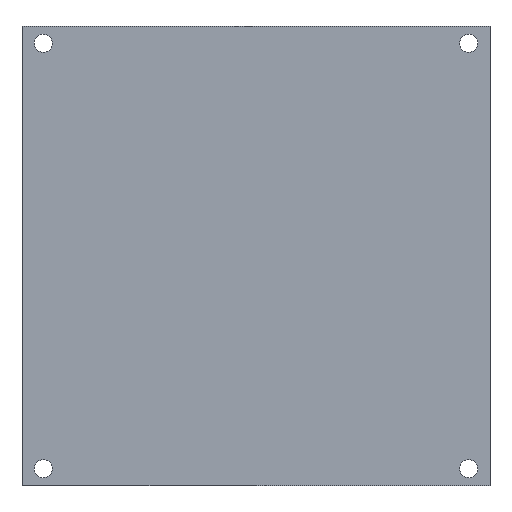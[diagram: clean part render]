
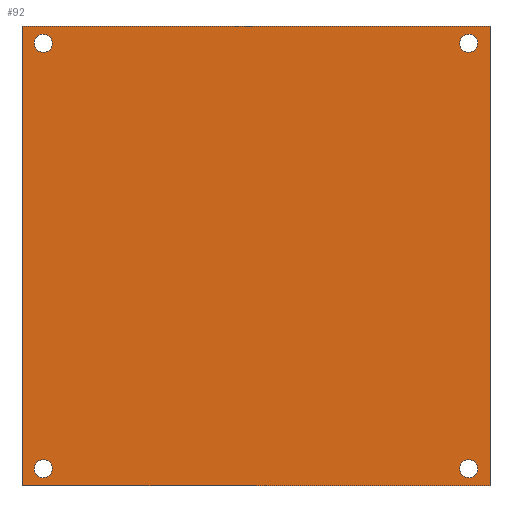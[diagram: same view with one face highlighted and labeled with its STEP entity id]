
A CAD part, top view. The second image highlights one B-rep face of the part: STEP entity #92.
In plain terms, the highlighted planar face has unit normal (0, 0, 1).
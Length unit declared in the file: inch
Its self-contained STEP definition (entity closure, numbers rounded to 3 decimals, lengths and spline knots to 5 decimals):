
#7 = CARTESIAN_POINT ( 'NONE',  ( -3.4375, 3.375, 0.1 ) ) ;
#9 = AXIS2_PLACEMENT_3D ( 'NONE', #462, #215, #143 ) ;
#18 = VERTEX_POINT ( 'NONE', #480 ) ;
#21 = EDGE_CURVE ( 'NONE', #360, #18, #78, .T. ) ;
#25 = EDGE_LOOP ( 'NONE', ( #239 ) ) ;
#26 = FACE_BOUND ( 'NONE', #213, .T. ) ;
#30 = CIRCLE ( 'NONE', #408, 0.1325 ) ;
#34 = EDGE_CURVE ( 'NONE', #448, #448, #30, .T. ) ;
#45 = CARTESIAN_POINT ( 'NONE',  ( 3.4375, -3.375, 0.1 ) ) ;
#58 = CARTESIAN_POINT ( 'NONE',  ( -3.4375, 3.375, 0.1 ) ) ;
#60 = DIRECTION ( 'NONE',  ( 0., -1., 0. ) ) ;
#73 = ORIENTED_EDGE ( 'NONE', *, *, #375, .T. ) ;
#78 = LINE ( 'NONE', #45, #151 ) ;
#79 = DIRECTION ( 'NONE',  ( -1., 0., 0. ) ) ;
#86 = EDGE_LOOP ( 'NONE', ( #73, #260, #517, #373 ) ) ;
#90 = EDGE_LOOP ( 'NONE', ( #385 ) ) ;
#92 = ADVANCED_FACE ( 'NONE', ( #153, #525, #274, #227, #26 ), #288, .F. ) ;
#94 = AXIS2_PLACEMENT_3D ( 'NONE', #262, #454, #265 ) ;
#104 = CARTESIAN_POINT ( 'NONE',  ( 3.1255, -3.125, 0.1 ) ) ;
#116 = CARTESIAN_POINT ( 'NONE',  ( 2.993, 3.125, 0.1 ) ) ;
#117 = CARTESIAN_POINT ( 'NONE',  ( -3.258, -3.125, 0.1 ) ) ;
#127 = VERTEX_POINT ( 'NONE', #350 ) ;
#130 = CARTESIAN_POINT ( 'NONE',  ( -3.4375, 3.375, 0.1 ) ) ;
#135 = LINE ( 'NONE', #130, #253 ) ;
#138 = CARTESIAN_POINT ( 'NONE',  ( -3.4375, -3.375, 0.1 ) ) ;
#142 = ORIENTED_EDGE ( 'NONE', *, *, #221, .T. ) ;
#143 = DIRECTION ( 'NONE',  ( -1., 0., 0. ) ) ;
#148 = EDGE_CURVE ( 'NONE', #188, #302, #135, .T. ) ;
#151 = VECTOR ( 'NONE', #158, 39.37008 ) ;
#153 = FACE_OUTER_BOUND ( 'NONE', #86, .T. ) ;
#158 = DIRECTION ( 'NONE',  ( 0., 1., 0. ) ) ;
#168 = EDGE_CURVE ( 'NONE', #18, #188, #386, .T. ) ;
#171 = AXIS2_PLACEMENT_3D ( 'NONE', #104, #304, #79 ) ;
#181 = CARTESIAN_POINT ( 'NONE',  ( -3.4375, -3.375, 0.1 ) ) ;
#184 = DIRECTION ( 'NONE',  ( 1., 0., 0. ) ) ;
#188 = VERTEX_POINT ( 'NONE', #7 ) ;
#194 = VECTOR ( 'NONE', #184, 39.37008 ) ;
#213 = EDGE_LOOP ( 'NONE', ( #142 ) ) ;
#215 = DIRECTION ( 'NONE',  ( 0., 0., -1. ) ) ;
#221 = EDGE_CURVE ( 'NONE', #259, #259, #411, .T. ) ;
#227 = FACE_BOUND ( 'NONE', #90, .T. ) ;
#237 = EDGE_LOOP ( 'NONE', ( #397 ) ) ;
#238 = DIRECTION ( 'NONE',  ( 0., 0., -1. ) ) ;
#239 = ORIENTED_EDGE ( 'NONE', *, *, #269, .T. ) ;
#253 = VECTOR ( 'NONE', #60, 39.37008 ) ;
#258 = CARTESIAN_POINT ( 'NONE',  ( 3.4375, -3.375, 0.1 ) ) ;
#259 = VERTEX_POINT ( 'NONE', #117 ) ;
#260 = ORIENTED_EDGE ( 'NONE', *, *, #21, .T. ) ;
#261 = CIRCLE ( 'NONE', #9, 0.1325 ) ;
#262 = CARTESIAN_POINT ( 'NONE',  ( -3.1255, -3.125, 0.1 ) ) ;
#265 = DIRECTION ( 'NONE',  ( -1., 0., 0. ) ) ;
#269 = EDGE_CURVE ( 'NONE', #359, #359, #261, .T. ) ;
#274 = FACE_BOUND ( 'NONE', #237, .T. ) ;
#288 = PLANE ( 'NONE',  #294 ) ;
#294 = AXIS2_PLACEMENT_3D ( 'NONE', #58, #407, #403 ) ;
#297 = CIRCLE ( 'NONE', #171, 0.1325 ) ;
#302 = VERTEX_POINT ( 'NONE', #138 ) ;
#304 = DIRECTION ( 'NONE',  ( 0., 0., -1. ) ) ;
#320 = CARTESIAN_POINT ( 'NONE',  ( 3.1255, 3.125, 0.1 ) ) ;
#324 = CARTESIAN_POINT ( 'NONE',  ( 3.4375, 3.375, 0.1 ) ) ;
#329 = DIRECTION ( 'NONE',  ( -1., 0., 0. ) ) ;
#350 = CARTESIAN_POINT ( 'NONE',  ( 2.993, -3.125, 0.1 ) ) ;
#359 = VERTEX_POINT ( 'NONE', #479 ) ;
#360 = VERTEX_POINT ( 'NONE', #258 ) ;
#373 = ORIENTED_EDGE ( 'NONE', *, *, #148, .T. ) ;
#375 = EDGE_CURVE ( 'NONE', #302, #360, #494, .T. ) ;
#385 = ORIENTED_EDGE ( 'NONE', *, *, #489, .T. ) ;
#386 = LINE ( 'NONE', #324, #496 ) ;
#396 = DIRECTION ( 'NONE',  ( -1., 0., 0. ) ) ;
#397 = ORIENTED_EDGE ( 'NONE', *, *, #34, .T. ) ;
#403 = DIRECTION ( 'NONE',  ( -1., 0., 0. ) ) ;
#407 = DIRECTION ( 'NONE',  ( 0., 0., -1. ) ) ;
#408 = AXIS2_PLACEMENT_3D ( 'NONE', #320, #238, #396 ) ;
#411 = CIRCLE ( 'NONE', #94, 0.1325 ) ;
#448 = VERTEX_POINT ( 'NONE', #116 ) ;
#454 = DIRECTION ( 'NONE',  ( 0., 0., -1. ) ) ;
#462 = CARTESIAN_POINT ( 'NONE',  ( -3.1255, 3.125, 0.1 ) ) ;
#479 = CARTESIAN_POINT ( 'NONE',  ( -3.258, 3.125, 0.1 ) ) ;
#480 = CARTESIAN_POINT ( 'NONE',  ( 3.4375, 3.375, 0.1 ) ) ;
#489 = EDGE_CURVE ( 'NONE', #127, #127, #297, .T. ) ;
#494 = LINE ( 'NONE', #181, #194 ) ;
#496 = VECTOR ( 'NONE', #329, 39.37008 ) ;
#517 = ORIENTED_EDGE ( 'NONE', *, *, #168, .T. ) ;
#525 = FACE_BOUND ( 'NONE', #25, .T. ) ;
